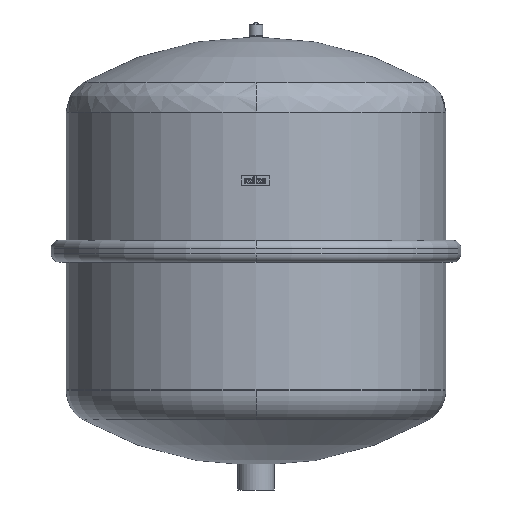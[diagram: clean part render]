
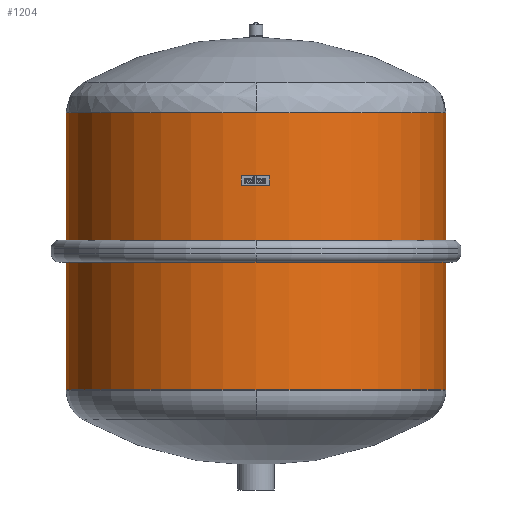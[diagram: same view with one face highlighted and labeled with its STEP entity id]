
A CAD part, front view. The second image highlights one B-rep face of the part: STEP entity #1204.
In plain terms, the highlighted cylindrical face has radius 140 mm (diameter 280 mm), a partial arc.
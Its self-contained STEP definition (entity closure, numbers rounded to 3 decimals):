
#1163=CARTESIAN_POINT('',(0.0,0.0,176.0));
#1164=DIRECTION('',(0.0,0.0,1.0));
#1165=DIRECTION('',(1.0,0.0,0.0));
#1166=AXIS2_PLACEMENT_3D('',#1163,#1164,#1165);
#1167=CYLINDRICAL_SURFACE('',#1166,140.0);
#1168=CARTESIAN_POINT('',(140.0,0.0,278.0));
#1169=VERTEX_POINT('',#1168);
#1170=CARTESIAN_POINT('',(140.0,0.0,74.));
#1171=VERTEX_POINT('',#1170);
#1172=CARTESIAN_POINT('',(140.0,0.0,278.0));
#1173=DIRECTION('',(0.0,0.0,-1.0));
#1174=VECTOR('',#1173,204.0);
#1175=LINE('',#1172,#1174);
#1176=EDGE_CURVE('',#1169,#1171,#1175,.T.);
#1177=ORIENTED_EDGE('',*,*,#1176,.F.);
#1178=CARTESIAN_POINT('',(-140.0,0.,278.0));
#1179=VERTEX_POINT('',#1178);
#1180=CARTESIAN_POINT('',(0.0,0.0,278.0));
#1181=DIRECTION('',(0.0,0.0,1.0));
#1182=DIRECTION('',(1.0,0.0,0.0));
#1183=AXIS2_PLACEMENT_3D('',#1180,#1181,#1182);
#1184=CIRCLE('',#1183,140.0);
#1185=EDGE_CURVE('',#1179,#1169,#1184,.T.);
#1186=ORIENTED_EDGE('',*,*,#1185,.F.);
#1187=CARTESIAN_POINT('',(-140.0,0.,74.));
#1188=VERTEX_POINT('',#1187);
#1189=CARTESIAN_POINT('',(-140.0,0.,278.0));
#1190=DIRECTION('',(0.0,0.0,-1.0));
#1191=VECTOR('',#1190,204.0);
#1192=LINE('',#1189,#1191);
#1193=EDGE_CURVE('',#1179,#1188,#1192,.T.);
#1194=ORIENTED_EDGE('',*,*,#1193,.T.);
#1195=CARTESIAN_POINT('',(0.0,0.0,74.));
#1196=DIRECTION('',(0.0,0.0,-1.0));
#1197=DIRECTION('',(1.0,0.0,0.0));
#1198=AXIS2_PLACEMENT_3D('',#1195,#1196,#1197);
#1199=CIRCLE('',#1198,140.0);
#1200=EDGE_CURVE('',#1171,#1188,#1199,.T.);
#1201=ORIENTED_EDGE('',*,*,#1200,.F.);
#1202=EDGE_LOOP('',(#1177,#1186,#1194,#1201));
#1203=FACE_OUTER_BOUND('',#1202,.T.);
#1204=ADVANCED_FACE('',(#1203),#1167,.T.);
